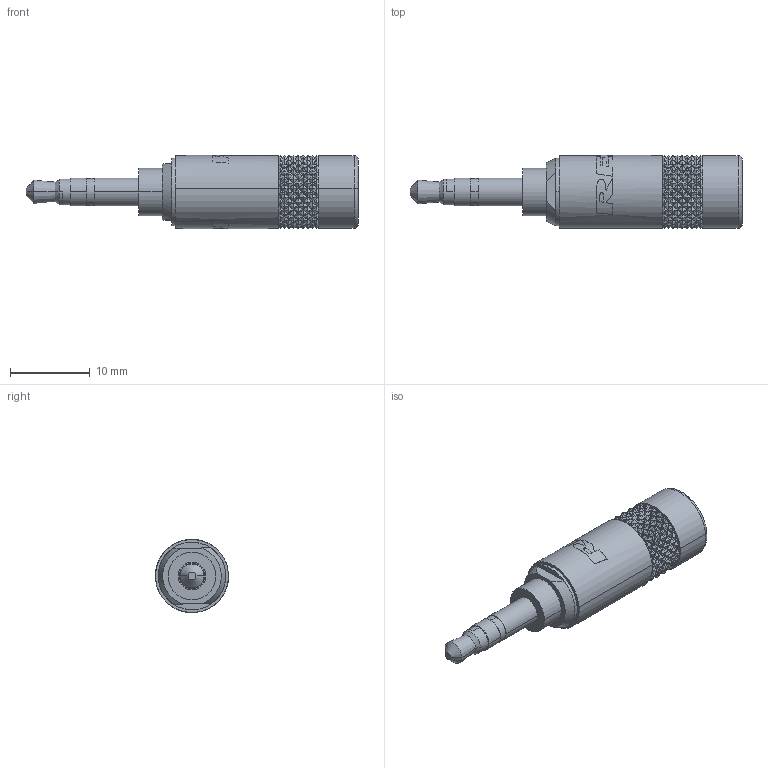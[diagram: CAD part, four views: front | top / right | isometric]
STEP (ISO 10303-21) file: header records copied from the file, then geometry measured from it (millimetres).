
FILE_DESCRIPTION((''),'2;1');
FILE_NAME('PRT0073','2021-03-17T',('zyj'),(''),'PRO/ENGINEER BY PARAMETRIC TECHNOLOGY CORPORATION, 2013040','PRO/ENGINEER BY PARAMETRIC TECHNOLOGY CORPORATION, 2013040','');
FILE_SCHEMA(('CONFIG_CONTROL_DESIGN','SHAPE_APPEARANCE_LAYERS_GROUPS'));
Products named in the file (1): PRT0073
Bounding box: 41.75 x 9.2 x 9.2 mm (x, y, z)
Volume: 1464 mm3; surface area: 1651.3 mm2
Topology: 1 solids, 2 shells, 1294 faces, 3333 edges, 2201 vertices
Faces by surface type: bspline 981, cylinder 215, plane 73, cone 17, torus 6, extrusion 2
Entity records: 60964 total; most frequent: CARTESIAN_POINT 37864, ORIENTED_EDGE 6662, EDGE_CURVE 3331, B_SPLINE_CURVE_WITH_KNOTS 2932, VERTEX_POINT 2201, EDGE_LOOP 1468, FACE_OUTER_BOUND 1294, ADVANCED_FACE 1294
